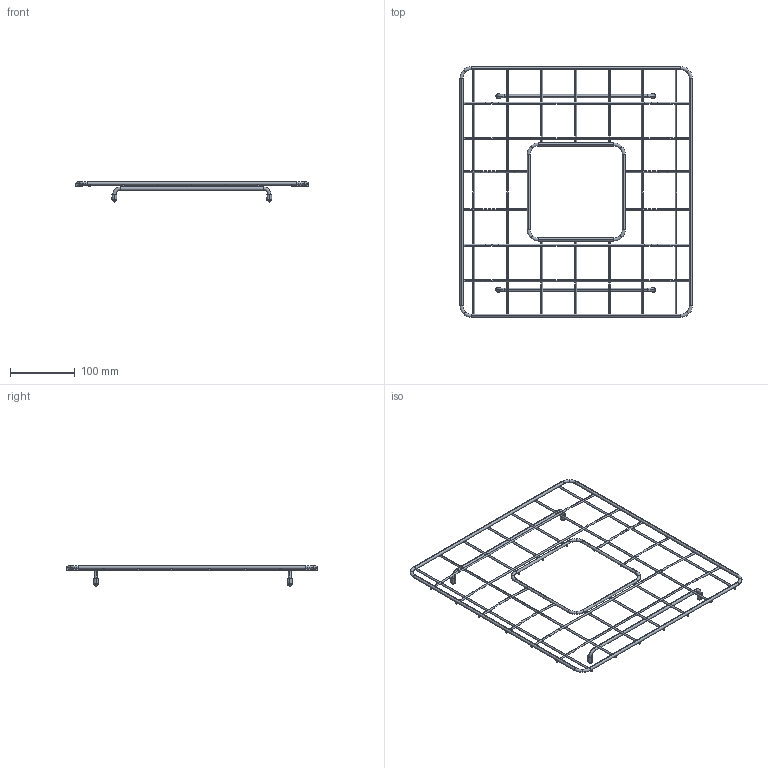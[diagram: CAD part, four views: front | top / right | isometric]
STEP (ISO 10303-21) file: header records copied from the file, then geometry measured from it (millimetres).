
FILE_DESCRIPTION((''),'2;1');
FILE_NAME('2300-2016_ASM','2021-10-13T',('timv'),(''),'CREO PARAMETRIC BY PTC INC, 2015080','CREO PARAMETRIC BY PTC INC, 2015080','');
FILE_SCHEMA(('CONFIG_CONTROL_DESIGN'));
Length unit declared in the file: millimetre
Products named in the file (13): CAN07EC021ES1RA_1; CAN07EC021ES1RA_2; CAN07EC021ES1RA_5; CAN07EC021ES1RA_10; CAN07EC021ES1RA_14; CAN07EC021ES1RA_17; CAN07EC021ES1RA_18; CAN07EC021ES1RA_21; GL-240; CAN07EC021ES1RA_12; CAN07EC021ES1RA_ASM; GLF-100; 2300-2016_ASM
Assembly tree (27 placements, depth 3):
  2300-2016_ASM
    CAN07EC021ES1RA_ASM
      CAN07EC021ES1RA_1
      CAN07EC021ES1RA_2
      CAN07EC021ES1RA_5
      CAN07EC021ES1RA_10
      CAN07EC021ES1RA_14  x6
      CAN07EC021ES1RA_17
      CAN07EC021ES1RA_18  x4
      CAN07EC021ES1RA_21
      GL-240  x2
      CAN07EC021ES1RA_12  x4
    GLF-100  x4
Bounding box: 360.29 x 388 x 31.2 mm (x, y, z)
Volume: 77649.4 mm3; surface area: 80211.9 mm2
Topology: 26 solids, 26 shells, 272 faces, 544 edges, 316 vertices
Faces by surface type: torus 104, cylinder 88, plane 48, cone 24, sphere 8
Entity records: 4761 total; most frequent: DIRECTION 1024, CARTESIAN_POINT 763, ORIENTED_EDGE 656, AXIS2_PLACEMENT_3D 482, EDGE_CURVE 328, CIRCLE 264, VERTEX_POINT 191, EDGE_LOOP 157
